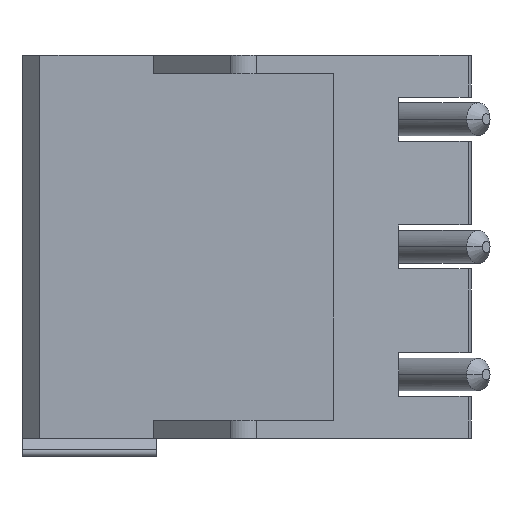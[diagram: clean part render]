
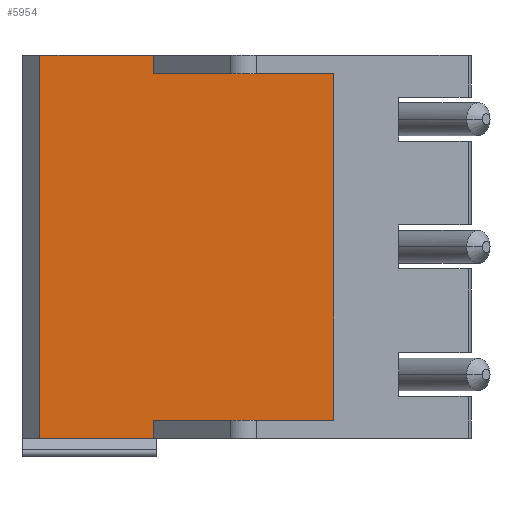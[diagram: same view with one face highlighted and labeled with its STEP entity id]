
A CAD part, left-side view. The second image highlights one B-rep face of the part: STEP entity #5954.
In plain terms, the highlighted planar face has unit normal (-1, 0, 0).
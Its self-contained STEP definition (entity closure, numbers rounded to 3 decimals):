
#1334=DIRECTION('',(0.,0.,1.));
#1335=VECTOR('',#1334,9.5);
#1336=CARTESIAN_POINT('',(-2.642,-2.047,-8.25));
#1337=LINE('',#1336,#1335);
#1606=DIRECTION('',(0.,-1.,0.));
#1607=VECTOR('',#1606,3.111);
#1608=CARTESIAN_POINT('',(-2.642,6.009,1.75));
#1609=LINE('',#1608,#1607);
#1767=DIRECTION('',(0.,1.,0.));
#1768=VECTOR('',#1767,4.945);
#1769=CARTESIAN_POINT('',(-2.642,-2.047,-8.25));
#1770=LINE('',#1769,#1768);
#1771=DIRECTION('',(0.,0.,1.));
#1772=VECTOR('',#1771,0.5);
#1773=CARTESIAN_POINT('',(-2.642,2.898,-8.75));
#1774=LINE('',#1773,#1772);
#1775=DIRECTION('',(0.,1.,0.));
#1776=VECTOR('',#1775,3.111);
#1777=CARTESIAN_POINT('',(-2.642,2.898,-8.75));
#1778=LINE('',#1777,#1776);
#1779=DIRECTION('',(0.,0.,1.));
#1780=VECTOR('',#1779,10.5);
#1781=CARTESIAN_POINT('',(-2.642,6.009,-8.75));
#1782=LINE('',#1781,#1780);
#1783=DIRECTION('',(0.,0.,-1.));
#1784=VECTOR('',#1783,0.5);
#1785=CARTESIAN_POINT('',(-2.642,2.898,1.75));
#1786=LINE('',#1785,#1784);
#1787=DIRECTION('',(0.,-1.,0.));
#1788=VECTOR('',#1787,4.945);
#1789=CARTESIAN_POINT('',(-2.642,2.898,1.25));
#1790=LINE('',#1789,#1788);
#3084=CARTESIAN_POINT('',(-2.642,6.009,-8.75));
#3086=VERTEX_POINT('',#3084);
#3114=CARTESIAN_POINT('',(-2.642,6.009,1.75));
#3116=VERTEX_POINT('',#3114);
#3125=CARTESIAN_POINT('',(-2.642,2.898,1.75));
#3126=CARTESIAN_POINT('',(-2.642,2.898,1.25));
#3127=VERTEX_POINT('',#3125);
#3128=VERTEX_POINT('',#3126);
#3129=CARTESIAN_POINT('',(-2.642,-2.047,1.25));
#3130=VERTEX_POINT('',#3129);
#3139=CARTESIAN_POINT('',(-2.642,-2.047,-8.25));
#3140=CARTESIAN_POINT('',(-2.642,2.898,-8.25));
#3141=VERTEX_POINT('',#3139);
#3142=VERTEX_POINT('',#3140);
#3143=CARTESIAN_POINT('',(-2.642,2.898,-8.75));
#3144=VERTEX_POINT('',#3143);
#5935=CARTESIAN_POINT('',(-2.642,6.009,-8.75));
#5936=DIRECTION('',(-1.,0.,0.));
#5937=DIRECTION('',(0.,-1.,0.));
#5938=AXIS2_PLACEMENT_3D('',#5935,#5936,#5937);
#5939=PLANE('',#5938);
#5941=ORIENTED_EDGE('',*,*,#5940,.T.);
#5943=ORIENTED_EDGE('',*,*,#5942,.F.);
#5944=ORIENTED_EDGE('',*,*,#3793,.T.);
#5946=ORIENTED_EDGE('',*,*,#5945,.T.);
#5947=ORIENTED_EDGE('',*,*,#5664,.T.);
#5949=ORIENTED_EDGE('',*,*,#5948,.T.);
#5950=ORIENTED_EDGE('',*,*,#5926,.T.);
#5951=ORIENTED_EDGE('',*,*,#5413,.F.);
#5952=EDGE_LOOP('',(#5941,#5943,#5944,#5946,#5947,#5949,#5950,#5951));
#5953=FACE_OUTER_BOUND('',#5952,.F.);
#3793=EDGE_CURVE('',#3144,#3086,#1778,.T.);
#5413=EDGE_CURVE('',#3141,#3130,#1337,.T.);
#5664=EDGE_CURVE('',#3116,#3127,#1609,.T.);
#5926=EDGE_CURVE('',#3128,#3130,#1790,.T.);
#5940=EDGE_CURVE('',#3141,#3142,#1770,.T.);
#5942=EDGE_CURVE('',#3144,#3142,#1774,.T.);
#5945=EDGE_CURVE('',#3086,#3116,#1782,.T.);
#5948=EDGE_CURVE('',#3127,#3128,#1786,.T.);
#5954=ADVANCED_FACE('',(#5953),#5939,.T.);
